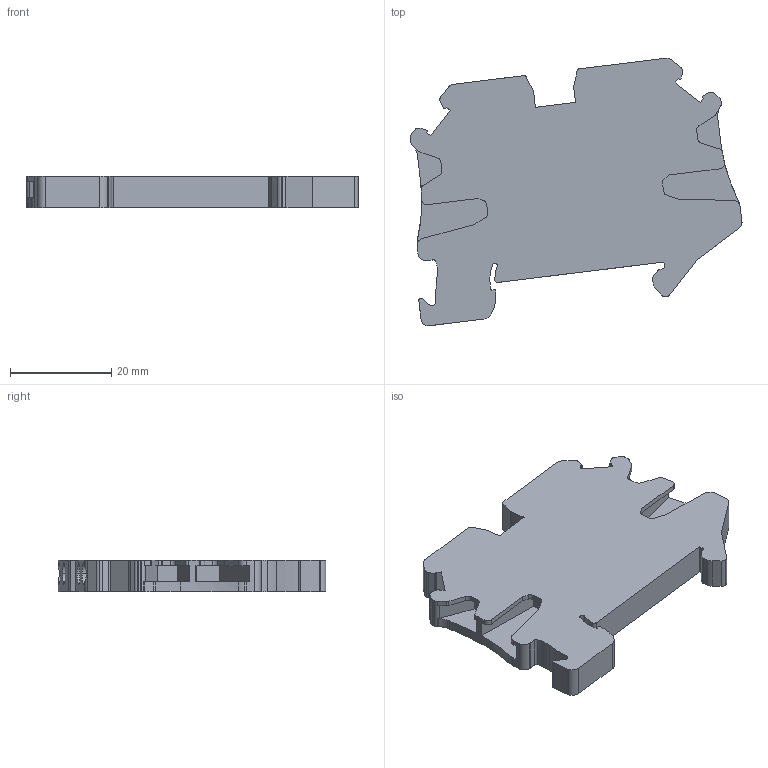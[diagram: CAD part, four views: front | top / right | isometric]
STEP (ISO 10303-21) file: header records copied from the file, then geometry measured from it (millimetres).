
FILE_DESCRIPTION(('STEP AP214'),'1');
FILE_NAME('06x3316.stp','2020-07-28T18:36:23',('TraceParts'),('TraceParts S.A.'),'Spatial InterOp 3D',' ',' ');
FILE_SCHEMA(('AUTOMOTIVE_DESIGN { 1 0 10303 214 1 1 1 1 }'));
Length unit declared in the file: millimetre
Products named in the file (1): 06x3316
Bounding box: 65.71 x 52.97 x 6.15 mm (x, y, z)
Volume: 12564 mm3; surface area: 7894.6 mm2
Topology: 1 solids, 1 shells, 294 faces, 839 edges, 555 vertices
Faces by surface type: plane 147, cylinder 107, torus 32, cone 8
Entity records: 9849 total; most frequent: CARTESIAN_POINT 2009, ORIENTED_EDGE 1678, DIRECTION 1656, EDGE_CURVE 839, AXIS2_PLACEMENT_3D 594, VERTEX_POINT 555, LINE 468, VECTOR 468
